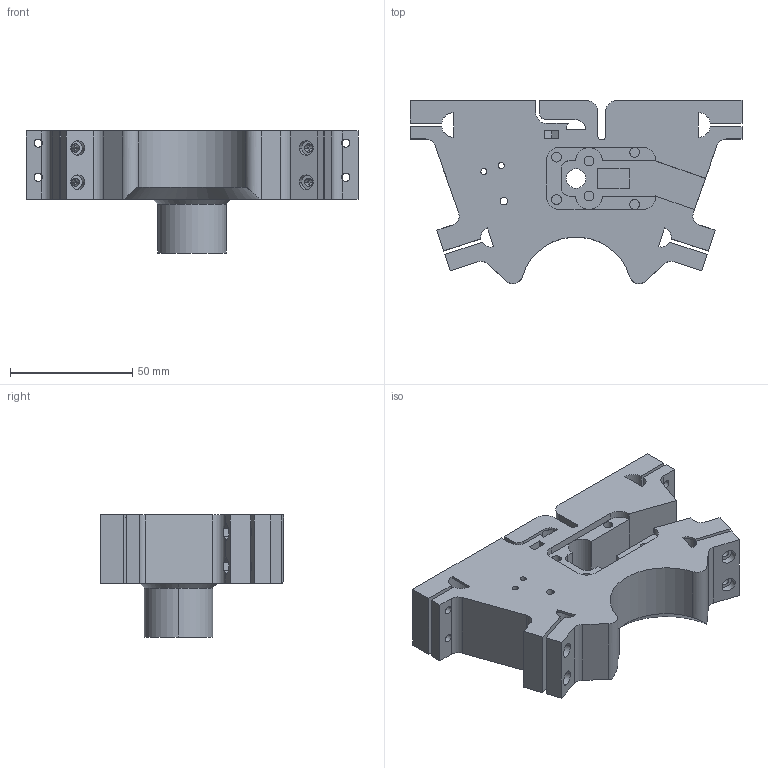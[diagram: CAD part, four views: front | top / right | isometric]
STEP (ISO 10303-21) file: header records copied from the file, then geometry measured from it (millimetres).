
FILE_DESCRIPTION (( 'STEP AP203' ), '1' );
FILE_NAME ('Podnoœnik wiert³a A2x1.STEP', '2025-04-23T18:59:38', ( '' ), ( '' ), 'SwSTEP 2.0', 'SolidWorks 2024', '' );
FILE_SCHEMA (( 'CONFIG_CONTROL_DESIGN' ));
Length unit declared in the file: millimetre
Products named in the file (1): Podnośnik wiertła A2x1
Bounding box: 136 x 75.09 x 50 mm (x, y, z)
Volume: 168740.3 mm3; surface area: 46544.9 mm2
Topology: 1 solids, 1 shells, 310 faces, 838 edges, 552 vertices
Faces by surface type: plane 168, cylinder 137, cone 5
Entity records: 10012 total; most frequent: CARTESIAN_POINT 1779, DIRECTION 1745, ORIENTED_EDGE 1676, EDGE_CURVE 838, AXIS2_PLACEMENT_3D 610, VERTEX_POINT 552, VECTOR 525, LINE 525
